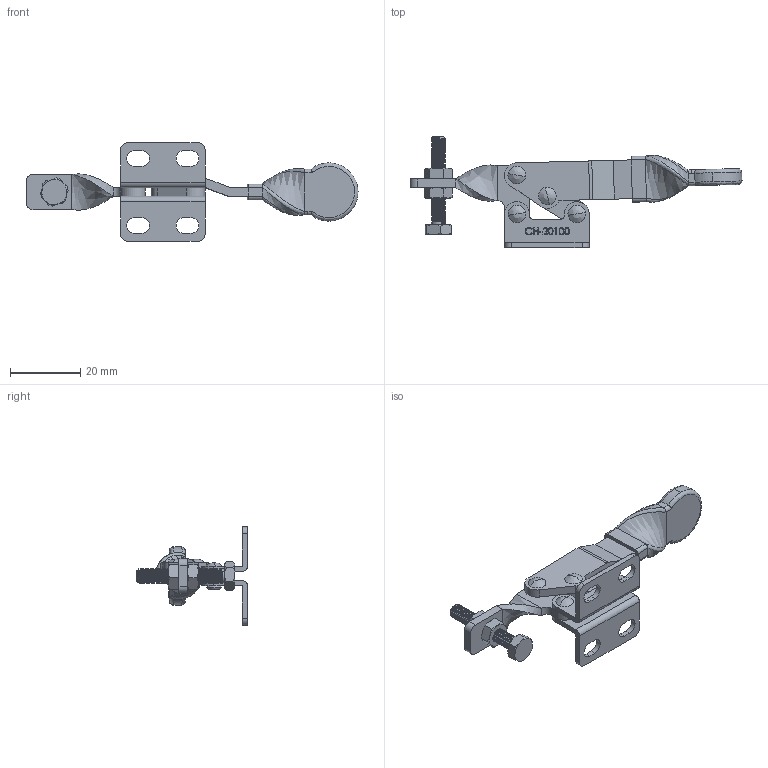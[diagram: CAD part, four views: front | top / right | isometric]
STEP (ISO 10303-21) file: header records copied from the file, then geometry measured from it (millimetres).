
FILE_DESCRIPTION (( 'STEP AP203' ), '1' );
FILE_NAME ('CH-20100.STEP', '2017-11-20T08:02:31', ( 'Windows' ), ( 'Microsoft' ), 'SwSTEP 2.0', 'SolidWorks 2015', '' );
FILE_SCHEMA (( 'CONFIG_CONTROL_DESIGN' ));
Length unit declared in the file: millimetre
Products named in the file (10): CH-20100; CH-20100-02 SOLID BAR; CH-20100-03 HANDLE; CH-20100-05; CH-20100-06; CH-20100-08; M4 Nut; CH-20100-04 CONNECTING-PLATE; m4-0.7蹟邡; CH-20100-01 FLANGED BASE
Assembly tree (12 placements, depth 2):
  CH-20100
    CH-20100-01 FLANGED BASE
    CH-20100-02 SOLID BAR
    CH-20100-03 HANDLE
    CH-20100-05
    CH-20100-06  x2
    CH-20100-08  x2
    M4 Nut  x2
    CH-20100-04 CONNECTING-PLATE
    m4-0.7蹟邡
Bounding box: 94.21 x 31.47 x 28 mm (x, y, z)
Volume: 6078.2 mm3; surface area: 9038.9 mm2
Topology: 13 solids, 13 shells, 710 faces, 1922 edges, 1254 vertices
Faces by surface type: plane 236, bspline 215, cylinder 189, cone 46, torus 24
Entity records: 37160 total; most frequent: CARTESIAN_POINT 21426, ORIENTED_EDGE 3552, DIRECTION 2222, EDGE_CURVE 1776, VERTEX_POINT 1174, VECTOR 878, LINE 878, EDGE_LOOP 714
